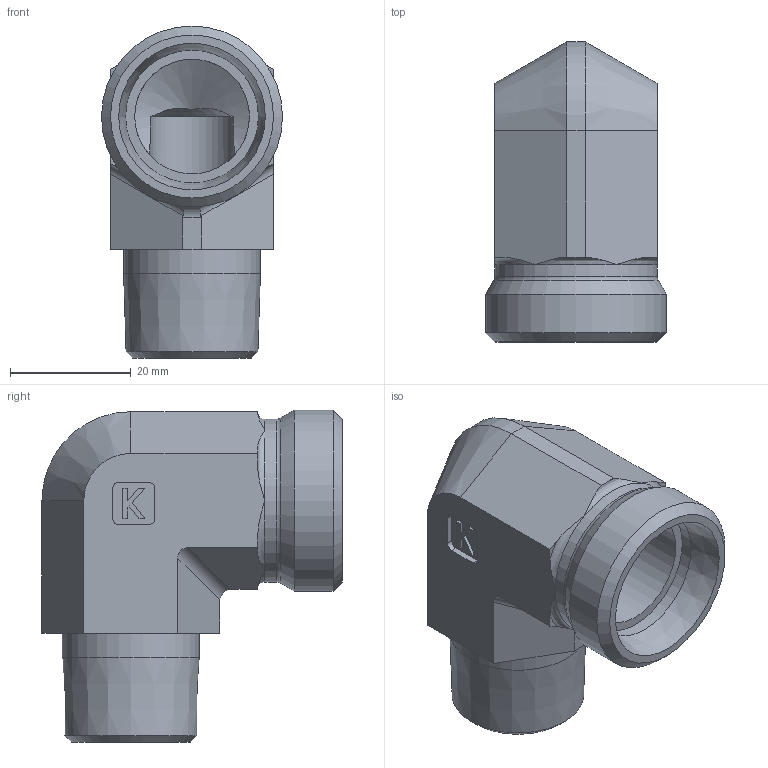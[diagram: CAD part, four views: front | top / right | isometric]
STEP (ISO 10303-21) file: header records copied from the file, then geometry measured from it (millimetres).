
FILE_DESCRIPTION((''),'2;1');
FILE_NAME('21002222230.stp','2014-08-27T10:45:10',(''),('KNOMI spol. s r. o.'),'Autodesk Inventor 2012','Autodesk Inventor 2012','');
FILE_SCHEMA(('AUTOMOTIVE_DESIGN { 1 2 10303 214 0 1 1 1 }'));
Length unit declared in the file: millimetre
Products named in the file (1): LHCM2 22LMkuž M22x1
Bounding box: 30 x 49.72 x 55 mm (x, y, z)
Volume: 25714.5 mm3; surface area: 10959.5 mm2
Topology: 1 solids, 1 shells, 73 faces, 184 edges, 117 vertices
Faces by surface type: plane 42, cylinder 14, cone 10, torus 7
Full cylindrical faces by diameter (mm): 14 x1, 19 x1, 22 x1, 22.657 x1, 27 x1, 30 x1
Entity records: 2170 total; most frequent: CARTESIAN_POINT 456, DIRECTION 348, ORIENTED_EDGE 334, EDGE_CURVE 167, AXIS2_PLACEMENT_3D 123, VERTEX_POINT 113, VECTOR 102, LINE 102
